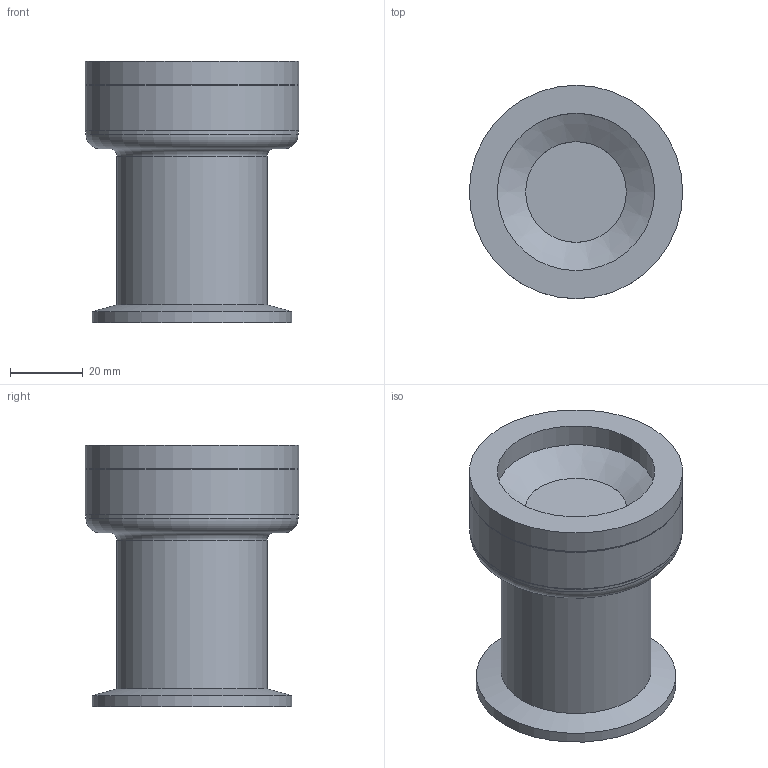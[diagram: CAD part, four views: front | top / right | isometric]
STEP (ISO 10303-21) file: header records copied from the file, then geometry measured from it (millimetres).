
FILE_DESCRIPTION((''),'2;1');
FILE_NAME('AL-977.stp','2014-07-03T13:32:21',('Keith'),(''),'Autodesk Inventor 2012','Autodesk Inventor 2012','');
FILE_SCHEMA(('AUTOMOTIVE_DESIGN { 1 0 10303 214 1 1 1 1 }'));
Length unit declared in the file: millimetre
Products named in the file (4): AL-977; x_f_pres_burst_disk_02; 431-KF40-B; AL-600
Assembly tree (3 placements, depth 2):
  AL-977
    x_f_pres_burst_disk_02
    431-KF40-B
    AL-600
Bounding box: 58.73 x 58.73 x 71.85 mm (x, y, z)
Volume: 40661.9 mm3; surface area: 31682.8 mm2
Topology: 3 solids, 3 shells, 33 faces, 56 edges, 37 vertices
Faces by surface type: plane 14, cylinder 13, cone 4, torus 2
Full cylindrical faces by diameter (mm): 38.1 x1, 38.5 x1, 41.2 x1, 41.3 x2, 43.31 x1, 47.7 x1, 47.8 x1, 55 x1, 58.325 x1, 58.4 x1, 58.725 x2
Entity records: 788 total; most frequent: DIRECTION 144, CARTESIAN_POINT 104, AXIS2_PLACEMENT_3D 72, ORIENTED_EDGE 64, EDGE_LOOP 64, FACE_OUTER_BOUND 33, ADVANCED_FACE 33, VERTEX_POINT 32
